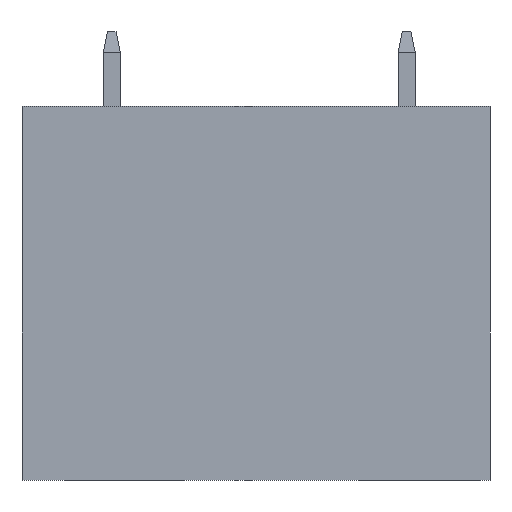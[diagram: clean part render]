
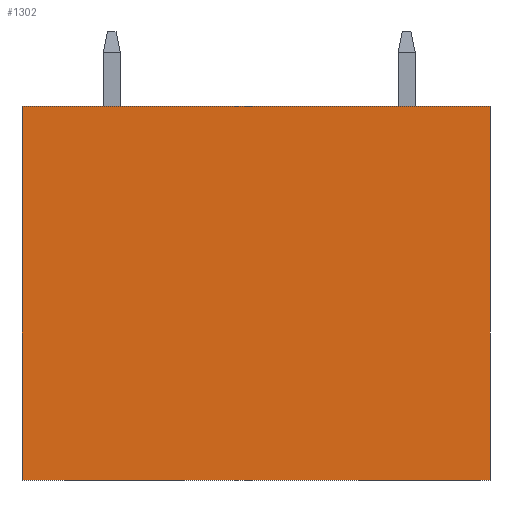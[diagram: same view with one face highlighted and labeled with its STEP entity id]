
A CAD part, left-side view. The second image highlights one B-rep face of the part: STEP entity #1302.
In plain terms, the highlighted planar face has unit normal (-1, 0, 0).
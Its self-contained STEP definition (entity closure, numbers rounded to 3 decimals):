
#95=FACE_OUTER_BOUND('',#171,.T.);
#171=EDGE_LOOP('',(#1045,#1046,#1047,#1048));
#331=LINE('',#2044,#491);
#332=LINE('',#2047,#492);
#333=LINE('',#2049,#493);
#334=LINE('',#2050,#494);
#491=VECTOR('',#1709,10.);
#492=VECTOR('',#1712,10.);
#493=VECTOR('',#1713,10.);
#494=VECTOR('',#1714,10.);
#589=VERTEX_POINT('',#2040);
#590=VERTEX_POINT('',#2042);
#591=VERTEX_POINT('',#2046);
#592=VERTEX_POINT('',#2048);
#747=EDGE_CURVE('',#589,#590,#331,.T.);
#748=EDGE_CURVE('',#589,#591,#332,.T.);
#749=EDGE_CURVE('',#592,#590,#333,.T.);
#750=EDGE_CURVE('',#591,#592,#334,.T.);
#1045=ORIENTED_EDGE('',*,*,#748,.F.);
#1046=ORIENTED_EDGE('',*,*,#747,.T.);
#1047=ORIENTED_EDGE('',*,*,#749,.F.);
#1048=ORIENTED_EDGE('',*,*,#750,.F.);
#1145=PLANE('',#1405);
#1302=ADVANCED_FACE('',(#95),#1145,.T.);
#1405=AXIS2_PLACEMENT_3D('',#2045,#1710,#1711);
#1709=DIRECTION('',(0.,0.,-1.));
#1710=DIRECTION('center_axis',(-1.,0.,0.));
#1711=DIRECTION('ref_axis',(0.,1.,0.));
#1712=DIRECTION('',(0.,-1.,0.));
#1713=DIRECTION('',(0.,1.,0.));
#1714=DIRECTION('',(0.,0.,-1.));
#2040=CARTESIAN_POINT('',(0.,0.,0.));
#2042=CARTESIAN_POINT('',(0.,0.,-17.5));
#2044=CARTESIAN_POINT('',(0.,0.,0.));
#2045=CARTESIAN_POINT('Origin',(0.,-21.9,0.));
#2046=CARTESIAN_POINT('',(0.,-21.9,0.));
#2047=CARTESIAN_POINT('',(0.,0.,0.));
#2048=CARTESIAN_POINT('',(0.,-21.9,-17.5));
#2049=CARTESIAN_POINT('',(0.,0.,-17.5));
#2050=CARTESIAN_POINT('',(0.,-21.9,0.));
